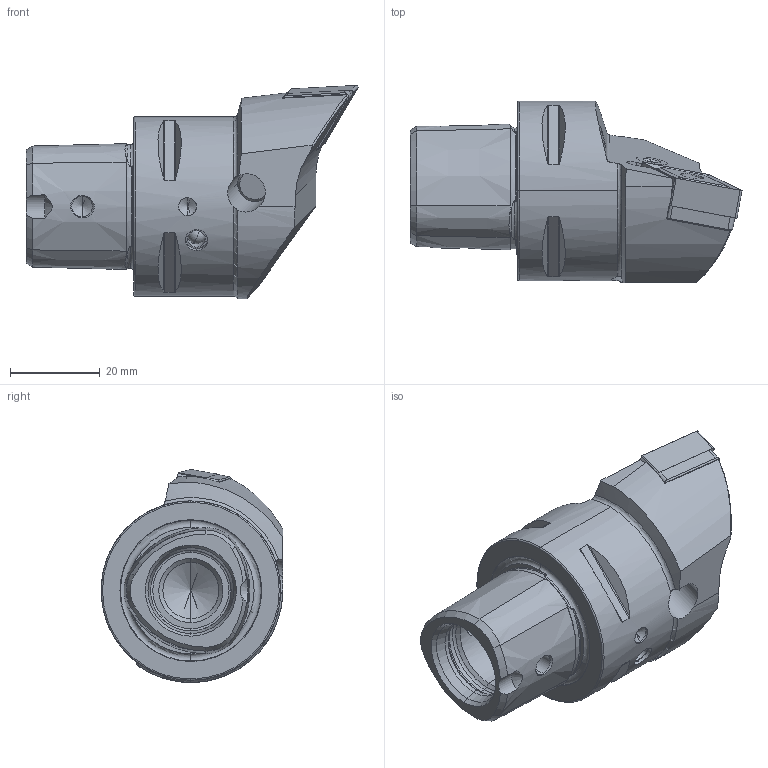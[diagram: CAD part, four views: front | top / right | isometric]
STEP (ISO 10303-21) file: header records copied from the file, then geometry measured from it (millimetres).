
FILE_DESCRIPTION (( 'STEP AP203' ), '1' );
FILE_NAME ('PS4-PDF.LJA.050.STEP', '2012-05-23T07:31:19', ( 'baer' ), ( 'Hewlett-Packard Company' ), 'SwSTEP 2.0', 'SolidWorks 2012', '' );
FILE_SCHEMA (( 'CONFIG_CONTROL_DESIGN' ));
Length unit declared in the file: millimetre
Products named in the file (8): WDF-ER2.101.003_A; WCD-ER4.101.017_A; WDF-ER3.101.000_A; PS4-PDF.LJA.050_A; PS4-PDF.LJA.050; KVT_MB_600_050; WCD-ER1.101.000; DNMG150604
Assembly tree (7 placements, depth 2):
  PS4-PDF.LJA.050
    PS4-PDF.LJA.050_A
    WDF-ER3.101.000_A
    WCD-ER4.101.017_A
    WDF-ER2.101.003_A
    DNMG150604
    WCD-ER1.101.000
    KVT_MB_600_050
Bounding box: 74 x 40.5 x 47.5 mm (x, y, z)
Volume: 47668.3 mm3; surface area: 15572.5 mm2
Topology: 8 solids, 8 shells, 353 faces, 864 edges, 519 vertices
Faces by surface type: cone 116, plane 90, cylinder 86, torus 46, bspline 13, sphere 2
Entity records: 12366 total; most frequent: CARTESIAN_POINT 3592, ORIENTED_EDGE 1686, DIRECTION 1641, EDGE_CURVE 843, AXIS2_PLACEMENT_3D 653, VERTEX_POINT 516, EDGE_LOOP 377, ADVANCED_FACE 353
